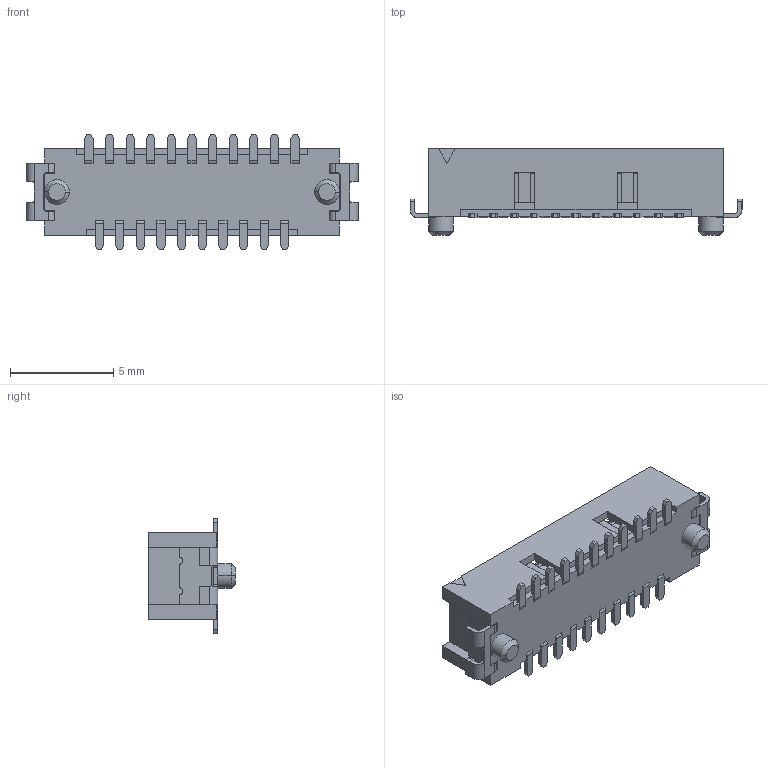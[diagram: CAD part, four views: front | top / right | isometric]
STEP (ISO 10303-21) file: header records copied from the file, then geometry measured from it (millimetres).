
FILE_DESCRIPTION((''),'2;1');
FILE_NAME('ASM0012_ASM','2025-06-27T',('工程三'),(''),'PRO/ENGINEER BY PARAMETRIC TECHNOLOGY CORPORATION, 2010280','PRO/ENGINEER BY PARAMETRIC TECHNOLOGY CORPORATION, 2010280','');
FILE_SCHEMA(('CONFIG_CONTROL_DESIGN'));
Length unit declared in the file: millimetre
Products named in the file (1): ASM0012_ASM
Bounding box: 16.1 x 4.2 x 5.6 mm (x, y, z)
Volume: 111.2 mm3; surface area: 568.9 mm2
Topology: 1 solids, 1 shells, 929 faces, 2726 edges, 1780 vertices
Faces by surface type: plane 728, cylinder 197, cone 4
Entity records: 30737 total; most frequent: CARTESIAN_POINT 5648, ORIENTED_EDGE 5452, DIRECTION 4959, EDGE_CURVE 2726, VECTOR 2269, LINE 2269, VERTEX_POINT 1780, AXIS2_PLACEMENT_3D 1345
